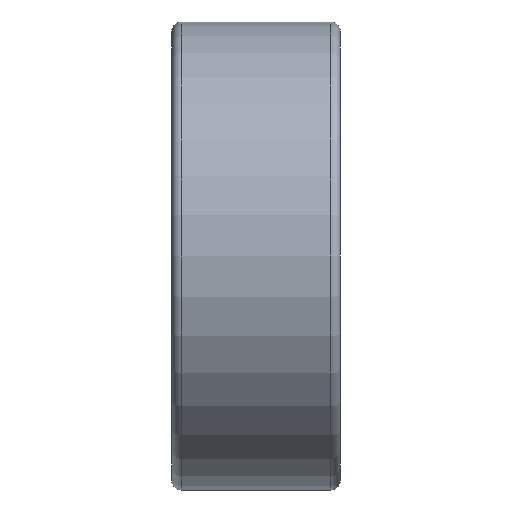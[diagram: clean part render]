
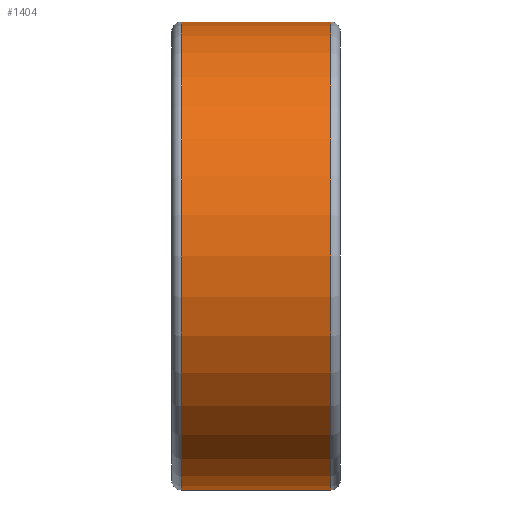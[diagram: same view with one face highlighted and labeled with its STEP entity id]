
A CAD part, front view. The second image highlights one B-rep face of the part: STEP entity #1404.
In plain terms, the highlighted cylindrical face has radius 25 mm (diameter 50 mm), a partial arc.
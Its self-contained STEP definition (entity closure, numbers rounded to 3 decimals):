
#32 = VERTEX_POINT ( 'NONE', #3222 ) ;
#67 = CARTESIAN_POINT ( 'NONE',  ( 1., 0., -25. ) ) ;
#82 = DIRECTION ( 'NONE',  ( 0., 0., 1. ) ) ;
#146 = EDGE_LOOP ( 'NONE', ( #4097, #1386, #3988, #3874 ) ) ;
#414 = LINE ( 'NONE', #3089, #3751 ) ;
#602 = DIRECTION ( 'NONE',  ( 0., 0., -1. ) ) ;
#621 = FACE_OUTER_BOUND ( 'NONE', #146, .T. ) ;
#917 = CARTESIAN_POINT ( 'NONE',  ( -5.06, 0., 0. ) ) ;
#1199 = EDGE_CURVE ( 'NONE', #3365, #32, #414, .T. ) ;
#1233 = LINE ( 'NONE', #2946, #1747 ) ;
#1289 = CARTESIAN_POINT ( 'NONE',  ( 17., 0., 25. ) ) ;
#1386 = ORIENTED_EDGE ( 'NONE', *, *, #4190, .T. ) ;
#1401 = DIRECTION ( 'NONE',  ( -1., 0., 0. ) ) ;
#1404 = ADVANCED_FACE ( 'NONE', ( #621 ), #3251, .T. ) ;
#1622 = DIRECTION ( 'NONE',  ( -1., 0., 0. ) ) ;
#1747 = VECTOR ( 'NONE', #1622, 1000. ) ;
#1766 = CARTESIAN_POINT ( 'NONE',  ( 17., 0., -25. ) ) ;
#1768 = CARTESIAN_POINT ( 'NONE',  ( 17., 0., 0. ) ) ;
#2354 = AXIS2_PLACEMENT_3D ( 'NONE', #1768, #1401, #82 ) ;
#2633 = DIRECTION ( 'NONE',  ( 1., 0., 0. ) ) ;
#2712 = CIRCLE ( 'NONE', #2354, 25. ) ;
#2946 = CARTESIAN_POINT ( 'NONE',  ( -5.06, 0., -25. ) ) ;
#2961 = DIRECTION ( 'NONE',  ( -1., 0., 0. ) ) ;
#3089 = CARTESIAN_POINT ( 'NONE',  ( -5.06, 0., 25. ) ) ;
#3164 = AXIS2_PLACEMENT_3D ( 'NONE', #4259, #2633, #602 ) ;
#3222 = CARTESIAN_POINT ( 'NONE',  ( 1., 0., 25. ) ) ;
#3231 = DIRECTION ( 'NONE',  ( 0., 0., 1. ) ) ;
#3251 = CYLINDRICAL_SURFACE ( 'NONE', #3945, 25. ) ;
#3345 = EDGE_CURVE ( 'NONE', #3582, #3923, #1233, .T. ) ;
#3356 = EDGE_CURVE ( 'NONE', #32, #3923, #4077, .T. ) ;
#3365 = VERTEX_POINT ( 'NONE', #1289 ) ;
#3420 = DIRECTION ( 'NONE',  ( -1., 0., 0. ) ) ;
#3582 = VERTEX_POINT ( 'NONE', #1766 ) ;
#3751 = VECTOR ( 'NONE', #3420, 1000. ) ;
#3874 = ORIENTED_EDGE ( 'NONE', *, *, #3356, .T. ) ;
#3923 = VERTEX_POINT ( 'NONE', #67 ) ;
#3945 = AXIS2_PLACEMENT_3D ( 'NONE', #917, #2961, #3231 ) ;
#3988 = ORIENTED_EDGE ( 'NONE', *, *, #1199, .T. ) ;
#4077 = CIRCLE ( 'NONE', #3164, 25. ) ;
#4097 = ORIENTED_EDGE ( 'NONE', *, *, #3345, .F. ) ;
#4190 = EDGE_CURVE ( 'NONE', #3582, #3365, #2712, .T. ) ;
#4259 = CARTESIAN_POINT ( 'NONE',  ( 1., 0., 0. ) ) ;
